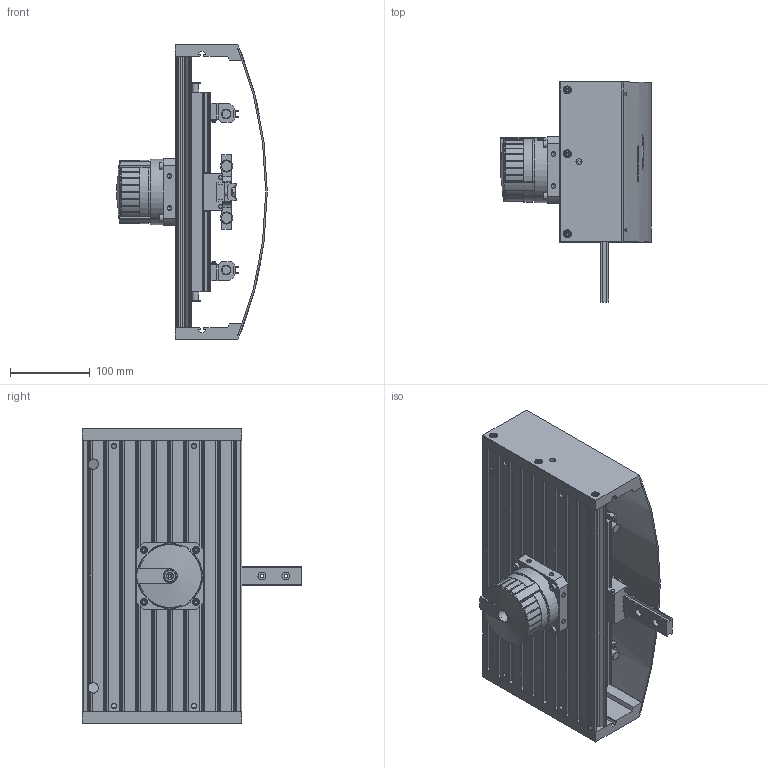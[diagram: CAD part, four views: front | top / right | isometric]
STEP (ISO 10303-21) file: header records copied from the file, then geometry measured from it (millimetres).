
FILE_DESCRIPTION(/* description */ ('STEP AP214'),/* implementation_level */ '2;1');
FILE_NAME(/* name */ '533616_HSP-25-AP-SD',/* time_stamp */ '2024-08-29T12:46:36+02:00',/* author */ ('License CC BY-ND 4.0'),/* organization */ ('CADENAS'),/* preprocessor_version */ 'ST-DEVELOPER v19.3',/* originating_system */ 'PARTsolutions',/* authorisation */ ' ');
FILE_SCHEMA (('MODEL_BASED_INTEGRATED_MANUFACTURING_SCHEMA','AUTOMOTIVE_DESIGN {1 0 10303 214 3 1 1}'));
Length unit declared in the file: millimetre
Products named in the file (42): 533616 HSP-25-AP-SD---(1_0_0_0_0_); 533616 HSP-25-AP-SD---(PL_0_0_0_0_0); 547593 DSM-25-270-A-B_G---(B); 547593 DSM-25-270-A-B_K---(B); 533616 HSP-25---(BU_1); HSP-25---(MITN); DIN-912 - M4x10(F); DIN-912 - M5x25(F); 549196 AKM-25; 657683 HSP-25---(UNTERL); DIN-912 - M5x14(F); HSP-25---(KF); DIN-912 - M4x12(F); 533616 HSP-25---(KF1); HSP-25---(KF2); 657690 HSP-25---(STEG); DIN 125-1-B-8.4; DIN 439-A - M8; DIN-439-B - M6(F); 657744 HSP-25; HSP-25---(KRV); DIN-7984 - M4x12(F); 351838; 664700 Halter-(H); Sloted round nut DIN 546 M4; 189654 HMBN-5-M5; HSP-25---(KuL); DIN-912 - M5x16(F); 738450 HSP-25---(SCHR); 657691 HSP-25---(WINL); DIN-912 - M5x12(F); 657693 HSP-16-SCHIENE; DIN 965 M3x4; 657688 HSP-25---(Bu-Anschl); 191194 YSRW-8-14---(1.201); 659428 HSP-25-DRUCKSTUECK; HSP-25---(KuR); 657692 HSP-25---(WINR); HSP-25---(KuM); 533637 BSD-HSP-25---(ST) ...
Assembly tree (97 placements, depth 2):
  533616 HSP-25-AP-SD---(1_0_0_0_0_)
    533616 HSP-25-AP-SD---(PL_0_0_0_0_0)
    547593 DSM-25-270-A-B_G---(B)
    547593 DSM-25-270-A-B_K---(B)
    533616 HSP-25---(BU_1)
    HSP-25---(MITN)
    DIN-912 - M4x10(F)  x2
    DIN-912 - M5x25(F)  x4
    549196 AKM-25
    657683 HSP-25---(UNTERL)
    DIN-912 - M5x14(F)  x5
    HSP-25---(KF)
    DIN-912 - M4x12(F)  x9
    533616 HSP-25---(KF1)
    HSP-25---(KF2)
    657690 HSP-25---(STEG)
    DIN 125-1-B-8.4
    DIN 439-A - M8
    DIN-439-B - M6(F)  x2
    657744 HSP-25  x2
    HSP-25---(KRV)
    DIN-7984 - M4x12(F)  x2
    351838  x2
    664700 Halter-(H)  x2
    Sloted round nut DIN 546 M4  x2
    189654 HMBN-5-M5  x13
    HSP-25---(KuL)
    DIN-912 - M5x16(F)  x6
    738450 HSP-25---(SCHR)  x2
    657691 HSP-25---(WINL)
    DIN-912 - M5x12(F)  x6
    657693 HSP-16-SCHIENE  x2
    DIN 965 M3x4  x2
    657688 HSP-25---(Bu-Anschl)  x2
    191194 YSRW-8-14---(1.201)  x2
    659428 HSP-25-DRUCKSTUECK  x2
    HSP-25---(KuR)
    657692 HSP-25---(WINR)
    HSP-25---(KuM)
    533637 BSD-HSP-25---(ST)  x2
    533637 BSD-HSP-25---(BL)
    DIN-912 - M5x20(F)  x6
Bounding box: 188.3 x 275 x 370 mm (x, y, z)
Volume: 2102105.3 mm3; surface area: 1031205.1 mm2
Topology: 97 solids, 97 shells, 3406 faces, 8398 edges, 5245 vertices
Faces by surface type: plane 1710, cylinder 1019, cone 641, torus 19, sphere 17
Full cylindrical faces by diameter (mm): 2.161 x2, 2.459 x2, 3 x2, 3.242 x16, 4 x15, 4.134 x28, 4.2 x13, 4.3 x1, 4.5 x18, 4.6 x4, 4.917 x12, 5 x37, 5.466 x2, 5.5 x23, 5.6 x2, 6 x5, 6.3 x8, 6.4 x2, 6.647 x7, 7 x13, 7.6 x2, 8 x18, 8.3 x2, 8.4 x1, 8.5 x30, 8.6 x2, 9 x2, 10 x43, 10.106 x4, 10.4 x2
Entity records: 59778 total; most frequent: CARTESIAN_POINT 11531, DIRECTION 9874, ORIENTED_EDGE 9076, EDGE_CURVE 4538, AXIS2_PLACEMENT_3D 3675, VERTEX_POINT 3202, FACE_BOUND 2748, EDGE_LOOP 2718
